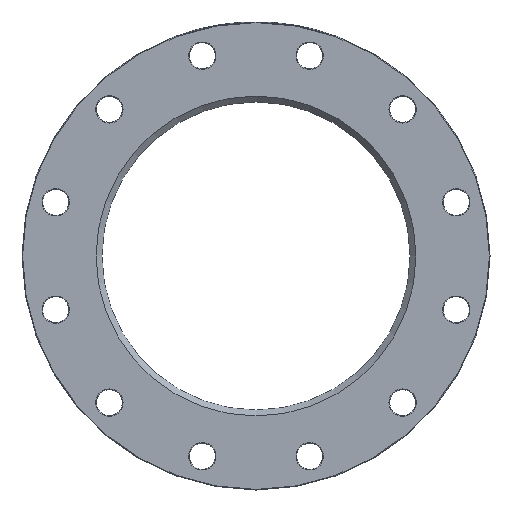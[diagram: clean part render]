
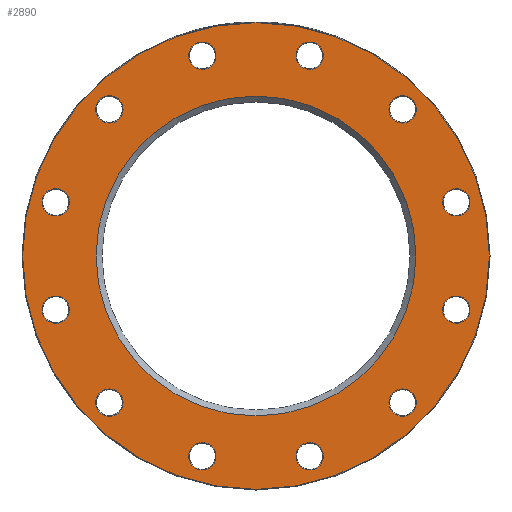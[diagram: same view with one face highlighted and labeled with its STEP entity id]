
A CAD part, left-side view. The second image highlights one B-rep face of the part: STEP entity #2890.
In plain terms, the highlighted planar face has unit normal (-1, 0, 0).
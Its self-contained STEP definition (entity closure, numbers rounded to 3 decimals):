
#11 = CARTESIAN_POINT ( 'NONE',  ( 0., 169.037, -56.793 ) ) ;
#114 = EDGE_CURVE ( 'NONE', #1651, #1651, #3318, .T. ) ;
#130 = VERTEX_POINT ( 'NONE', #5234 ) ;
#155 = CIRCLE ( 'NONE', #1208, 11.5 ) ;
#164 = CARTESIAN_POINT ( 'NONE',  ( 0., -45.293, 157.537 ) ) ;
#303 = EDGE_CURVE ( 'NONE', #5015, #5015, #3440, .T. ) ;
#310 = ORIENTED_EDGE ( 'NONE', *, *, #114, .T. ) ;
#347 = VERTEX_POINT ( 'NONE', #3043 ) ;
#373 = DIRECTION ( 'NONE',  ( 1., 0., 0. ) ) ;
#422 = FACE_BOUND ( 'NONE', #3575, .T. ) ;
#456 = FACE_BOUND ( 'NONE', #4115, .T. ) ;
#577 = AXIS2_PLACEMENT_3D ( 'NONE', #2202, #1753, #3913 ) ;
#697 = CARTESIAN_POINT ( 'NONE',  ( 0., 123.744, -123.744 ) ) ;
#730 = DIRECTION ( 'NONE',  ( 0., 0., -1. ) ) ;
#747 = VERTEX_POINT ( 'NONE', #2941 ) ;
#849 = CARTESIAN_POINT ( 'NONE',  ( 0., 45.293, -169.037 ) ) ;
#887 = EDGE_LOOP ( 'NONE', ( #310 ) ) ;
#971 = CARTESIAN_POINT ( 'NONE',  ( 0., 169.037, -45.293 ) ) ;
#1003 = DIRECTION ( 'NONE',  ( 0., 0., -1. ) ) ;
#1031 = EDGE_CURVE ( 'NONE', #2496, #2496, #5646, .T. ) ;
#1053 = CIRCLE ( 'NONE', #4328, 11.5 ) ;
#1159 = ORIENTED_EDGE ( 'NONE', *, *, #6271, .T. ) ;
#1193 = DIRECTION ( 'NONE',  ( 1., 0., 0. ) ) ;
#1194 = CARTESIAN_POINT ( 'NONE',  ( 0., -169.037, 45.293 ) ) ;
#1208 = AXIS2_PLACEMENT_3D ( 'NONE', #2428, #1193, #4664 ) ;
#1223 = AXIS2_PLACEMENT_3D ( 'NONE', #1194, #6598, #5513 ) ;
#1294 = CARTESIAN_POINT ( 'NONE',  ( 0., 0., -135. ) ) ;
#1336 = VERTEX_POINT ( 'NONE', #3011 ) ;
#1355 = ORIENTED_EDGE ( 'NONE', *, *, #6030, .T. ) ;
#1437 = EDGE_LOOP ( 'NONE', ( #1355 ) ) ;
#1501 = EDGE_LOOP ( 'NONE', ( #2627 ) ) ;
#1505 = CARTESIAN_POINT ( 'NONE',  ( 0., 169.037, 45.293 ) ) ;
#1517 = FACE_BOUND ( 'NONE', #2043, .T. ) ;
#1549 = EDGE_CURVE ( 'NONE', #347, #347, #6199, .T. ) ;
#1554 = FACE_BOUND ( 'NONE', #1437, .T. ) ;
#1607 = DIRECTION ( 'NONE',  ( 0., 0., -1. ) ) ;
#1651 = VERTEX_POINT ( 'NONE', #3327 ) ;
#1662 = DIRECTION ( 'NONE',  ( 0., 0., -1. ) ) ;
#1663 = FACE_BOUND ( 'NONE', #887, .T. ) ;
#1753 = DIRECTION ( 'NONE',  ( 1., 0., 0. ) ) ;
#1789 = AXIS2_PLACEMENT_3D ( 'NONE', #7215, #3350, #2151 ) ;
#1952 = VERTEX_POINT ( 'NONE', #4695 ) ;
#1996 = EDGE_LOOP ( 'NONE', ( #4918 ) ) ;
#2043 = EDGE_LOOP ( 'NONE', ( #1159 ) ) ;
#2044 = CIRCLE ( 'NONE', #1223, 11.5 ) ;
#2151 = DIRECTION ( 'NONE',  ( 0., 0., -1. ) ) ;
#2202 = CARTESIAN_POINT ( 'NONE',  ( 0., 45.293, 169.037 ) ) ;
#2317 = EDGE_LOOP ( 'NONE', ( #5674 ) ) ;
#2376 = CIRCLE ( 'NONE', #3202, 11.5 ) ;
#2381 = AXIS2_PLACEMENT_3D ( 'NONE', #4941, #5486, #5381 ) ;
#2428 = CARTESIAN_POINT ( 'NONE',  ( 0., -123.744, 123.744 ) ) ;
#2496 = VERTEX_POINT ( 'NONE', #4810 ) ;
#2576 = CIRCLE ( 'NONE', #4671, 135. ) ;
#2594 = DIRECTION ( 'NONE',  ( 1., 0., 0. ) ) ;
#2627 = ORIENTED_EDGE ( 'NONE', *, *, #1549, .T. ) ;
#2634 = ORIENTED_EDGE ( 'NONE', *, *, #6673, .T. ) ;
#2649 = PLANE ( 'NONE',  #6180 ) ;
#2659 = CARTESIAN_POINT ( 'NONE',  ( 0., -169.037, -45.293 ) ) ;
#2808 = EDGE_LOOP ( 'NONE', ( #4375 ) ) ;
#2824 = DIRECTION ( 'NONE',  ( 1., 0., 0. ) ) ;
#2833 = EDGE_LOOP ( 'NONE', ( #4570 ) ) ;
#2890 = ADVANCED_FACE ( 'NONE', ( #6007, #4440, #1663, #6111, #1517, #7095, #3743, #456, #4956, #422, #1554, #3197, #5430, #3781 ), #2649, .F. ) ;
#2941 = CARTESIAN_POINT ( 'NONE',  ( 0., 169.037, 33.793 ) ) ;
#3011 = CARTESIAN_POINT ( 'NONE',  ( 0., -45.293, -180.537 ) ) ;
#3028 = AXIS2_PLACEMENT_3D ( 'NONE', #697, #6895, #730 ) ;
#3043 = CARTESIAN_POINT ( 'NONE',  ( 0., -123.744, -135.244 ) ) ;
#3047 = VERTEX_POINT ( 'NONE', #164 ) ;
#3076 = CIRCLE ( 'NONE', #7157, 11.5 ) ;
#3197 = FACE_BOUND ( 'NONE', #2808, .T. ) ;
#3202 = AXIS2_PLACEMENT_3D ( 'NONE', #849, #5933, #5315 ) ;
#3318 = CIRCLE ( 'NONE', #7161, 11.5 ) ;
#3327 = CARTESIAN_POINT ( 'NONE',  ( 0., 123.744, 112.244 ) ) ;
#3333 = EDGE_CURVE ( 'NONE', #4259, #4259, #2576, .T. ) ;
#3350 = DIRECTION ( 'NONE',  ( -1., 0., 0. ) ) ;
#3351 = DIRECTION ( 'NONE',  ( 0., 0., -1. ) ) ;
#3413 = CARTESIAN_POINT ( 'NONE',  ( 0., -45.293, -169.037 ) ) ;
#3440 = CIRCLE ( 'NONE', #3679, 11.5 ) ;
#3520 = VERTEX_POINT ( 'NONE', #4143 ) ;
#3575 = EDGE_LOOP ( 'NONE', ( #6915 ) ) ;
#3635 = DIRECTION ( 'NONE',  ( 1., 0., 0. ) ) ;
#3661 = EDGE_CURVE ( 'NONE', #5316, #5316, #1053, .T. ) ;
#3666 = VERTEX_POINT ( 'NONE', #4657 ) ;
#3679 = AXIS2_PLACEMENT_3D ( 'NONE', #971, #3635, #4300 ) ;
#3725 = ORIENTED_EDGE ( 'NONE', *, *, #3661, .T. ) ;
#3743 = FACE_BOUND ( 'NONE', #6407, .T. ) ;
#3781 = FACE_BOUND ( 'NONE', #1996, .T. ) ;
#3803 = DIRECTION ( 'NONE',  ( 0., 0., -1. ) ) ;
#3913 = DIRECTION ( 'NONE',  ( 0., 0., -1. ) ) ;
#3942 = ORIENTED_EDGE ( 'NONE', *, *, #1031, .T. ) ;
#3959 = EDGE_LOOP ( 'NONE', ( #6983 ) ) ;
#4017 = CIRCLE ( 'NONE', #2381, 11.5 ) ;
#4031 = DIRECTION ( 'NONE',  ( 1., 0., 0. ) ) ;
#4115 = EDGE_LOOP ( 'NONE', ( #3725 ) ) ;
#4143 = CARTESIAN_POINT ( 'NONE',  ( 0., -123.744, 112.244 ) ) ;
#4259 = VERTEX_POINT ( 'NONE', #1294 ) ;
#4300 = DIRECTION ( 'NONE',  ( 0., 0., -1. ) ) ;
#4328 = AXIS2_PLACEMENT_3D ( 'NONE', #2659, #4931, #3351 ) ;
#4351 = CARTESIAN_POINT ( 'NONE',  ( 0., 0., 0. ) ) ;
#4375 = ORIENTED_EDGE ( 'NONE', *, *, #4522, .T. ) ;
#4440 = FACE_OUTER_BOUND ( 'NONE', #6318, .T. ) ;
#4522 = EDGE_CURVE ( 'NONE', #3666, #3666, #4555, .T. ) ;
#4555 = CIRCLE ( 'NONE', #3028, 11.5 ) ;
#4570 = ORIENTED_EDGE ( 'NONE', *, *, #5729, .T. ) ;
#4600 = AXIS2_PLACEMENT_3D ( 'NONE', #1505, #5961, #3803 ) ;
#4632 = EDGE_CURVE ( 'NONE', #6870, #6870, #5482, .T. ) ;
#4657 = CARTESIAN_POINT ( 'NONE',  ( 0., 123.744, -135.244 ) ) ;
#4664 = DIRECTION ( 'NONE',  ( 0., 0., -1. ) ) ;
#4671 = AXIS2_PLACEMENT_3D ( 'NONE', #4351, #373, #1607 ) ;
#4695 = CARTESIAN_POINT ( 'NONE',  ( 0., -169.037, 33.793 ) ) ;
#4771 = CARTESIAN_POINT ( 'NONE',  ( 0., -169.037, -56.793 ) ) ;
#4807 = AXIS2_PLACEMENT_3D ( 'NONE', #5372, #2594, #4830 ) ;
#4810 = CARTESIAN_POINT ( 'NONE',  ( 0., 0., -197. ) ) ;
#4825 = ORIENTED_EDGE ( 'NONE', *, *, #303, .T. ) ;
#4830 = DIRECTION ( 'NONE',  ( 0., 0., -1. ) ) ;
#4885 = CARTESIAN_POINT ( 'NONE',  ( 0., 130., 0. ) ) ;
#4918 = ORIENTED_EDGE ( 'NONE', *, *, #5164, .T. ) ;
#4931 = DIRECTION ( 'NONE',  ( 1., 0., 0. ) ) ;
#4941 = CARTESIAN_POINT ( 'NONE',  ( 0., -45.293, 169.037 ) ) ;
#4956 = FACE_BOUND ( 'NONE', #1501, .T. ) ;
#5015 = VERTEX_POINT ( 'NONE', #11 ) ;
#5164 = EDGE_CURVE ( 'NONE', #747, #747, #5996, .T. ) ;
#5234 = CARTESIAN_POINT ( 'NONE',  ( 0., 45.293, -180.537 ) ) ;
#5315 = DIRECTION ( 'NONE',  ( 0., 0., -1. ) ) ;
#5316 = VERTEX_POINT ( 'NONE', #4771 ) ;
#5372 = CARTESIAN_POINT ( 'NONE',  ( 0., -123.744, -123.744 ) ) ;
#5381 = DIRECTION ( 'NONE',  ( 0., 0., -1. ) ) ;
#5430 = FACE_BOUND ( 'NONE', #7211, .T. ) ;
#5482 = CIRCLE ( 'NONE', #577, 11.5 ) ;
#5486 = DIRECTION ( 'NONE',  ( 1., 0., 0. ) ) ;
#5513 = DIRECTION ( 'NONE',  ( 0., 0., -1. ) ) ;
#5603 = CARTESIAN_POINT ( 'NONE',  ( 0., 123.744, 123.744 ) ) ;
#5646 = CIRCLE ( 'NONE', #1789, 197. ) ;
#5674 = ORIENTED_EDGE ( 'NONE', *, *, #3333, .T. ) ;
#5729 = EDGE_CURVE ( 'NONE', #3520, #3520, #155, .T. ) ;
#5897 = CARTESIAN_POINT ( 'NONE',  ( 0., 45.293, 157.537 ) ) ;
#5933 = DIRECTION ( 'NONE',  ( 1., 0., 0. ) ) ;
#5943 = EDGE_CURVE ( 'NONE', #1336, #1336, #3076, .T. ) ;
#5961 = DIRECTION ( 'NONE',  ( 1., 0., 0. ) ) ;
#5996 = CIRCLE ( 'NONE', #4600, 11.5 ) ;
#6007 = FACE_BOUND ( 'NONE', #2317, .T. ) ;
#6030 = EDGE_CURVE ( 'NONE', #130, #130, #2376, .T. ) ;
#6043 = DIRECTION ( 'NONE',  ( 1., 0., 0. ) ) ;
#6111 = FACE_BOUND ( 'NONE', #3959, .T. ) ;
#6180 = AXIS2_PLACEMENT_3D ( 'NONE', #4885, #6043, #1003 ) ;
#6199 = CIRCLE ( 'NONE', #4807, 11.5 ) ;
#6271 = EDGE_CURVE ( 'NONE', #3047, #3047, #4017, .T. ) ;
#6291 = DIRECTION ( 'NONE',  ( 0., 0., -1. ) ) ;
#6318 = EDGE_LOOP ( 'NONE', ( #3942 ) ) ;
#6407 = EDGE_LOOP ( 'NONE', ( #2634 ) ) ;
#6598 = DIRECTION ( 'NONE',  ( 1., 0., 0. ) ) ;
#6673 = EDGE_CURVE ( 'NONE', #1952, #1952, #2044, .T. ) ;
#6870 = VERTEX_POINT ( 'NONE', #5897 ) ;
#6895 = DIRECTION ( 'NONE',  ( 1., 0., 0. ) ) ;
#6915 = ORIENTED_EDGE ( 'NONE', *, *, #5943, .T. ) ;
#6983 = ORIENTED_EDGE ( 'NONE', *, *, #4632, .T. ) ;
#7095 = FACE_BOUND ( 'NONE', #2833, .T. ) ;
#7157 = AXIS2_PLACEMENT_3D ( 'NONE', #3413, #4031, #6291 ) ;
#7161 = AXIS2_PLACEMENT_3D ( 'NONE', #5603, #2824, #1662 ) ;
#7211 = EDGE_LOOP ( 'NONE', ( #4825 ) ) ;
#7215 = CARTESIAN_POINT ( 'NONE',  ( 0., 0., 0. ) ) ;
